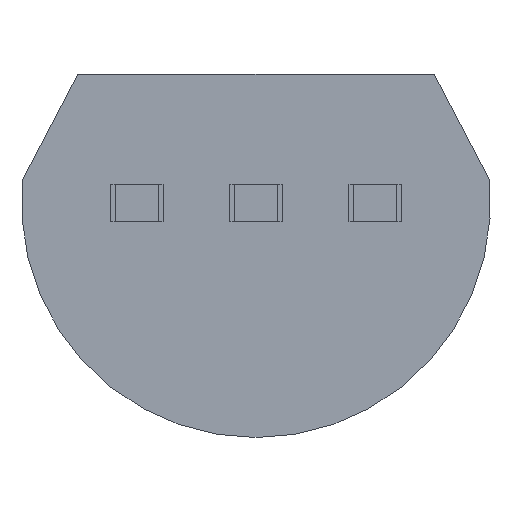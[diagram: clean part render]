
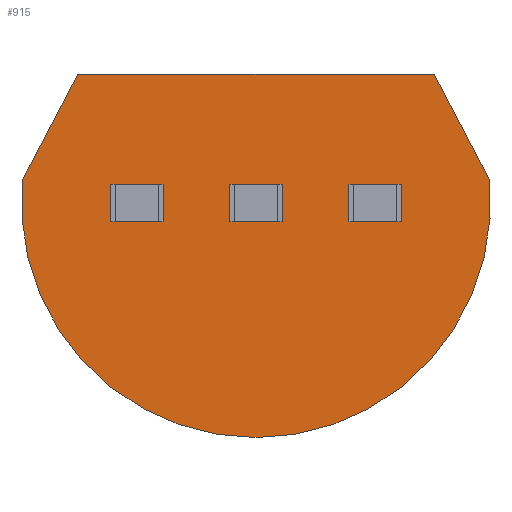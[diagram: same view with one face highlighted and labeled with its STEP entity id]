
A CAD part, front view. The second image highlights one B-rep face of the part: STEP entity #915.
In plain terms, the highlighted planar face has unit normal (0, -1, 0).
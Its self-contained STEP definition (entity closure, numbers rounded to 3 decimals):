
#65 = DIRECTION ( 'NONE',  ( -0.465, 0., -0.886 ) ) ;
#154 = CARTESIAN_POINT ( 'NONE',  ( 0., 3.5, 1.37 ) ) ;
#176 = AXIS2_PLACEMENT_3D ( 'NONE', #1873, #754, #1993 ) ;
#205 = CARTESIAN_POINT ( 'NONE',  ( -2.487, 3.5, 0.25 ) ) ;
#209 = CARTESIAN_POINT ( 'NONE',  ( 1.9, 3.5, 1.37 ) ) ;
#215 = VECTOR ( 'NONE', #65, 1000. ) ;
#352 = EDGE_CURVE ( 'NONE', #1914, #826, #1150, .T. ) ;
#386 = CIRCLE ( 'NONE', #1816, 2.5 ) ;
#417 = EDGE_CURVE ( 'NONE', #1647, #1677, #540, .T. ) ;
#483 = ORIENTED_EDGE ( 'NONE', *, *, #1569, .T. ) ;
#540 = CIRCLE ( 'NONE', #176, 2.5 ) ;
#604 = EDGE_LOOP ( 'NONE', ( #759, #856, #483, #1319, #706 ) ) ;
#642 = DIRECTION ( 'NONE',  ( 0., 0., -1. ) ) ;
#681 = DIRECTION ( 'NONE',  ( 0., 0., 1. ) ) ;
#706 = ORIENTED_EDGE ( 'NONE', *, *, #1481, .F. ) ;
#754 = DIRECTION ( 'NONE',  ( 0., 1., 0. ) ) ;
#759 = ORIENTED_EDGE ( 'NONE', *, *, #352, .F. ) ;
#826 = VERTEX_POINT ( 'NONE', #1284 ) ;
#856 = ORIENTED_EDGE ( 'NONE', *, *, #1945, .F. ) ;
#915 = ADVANCED_FACE ( 'NONE', ( #1601 ), #1012, .F. ) ;
#921 = CARTESIAN_POINT ( 'NONE',  ( 0., 3.5, 0. ) ) ;
#950 = DIRECTION ( 'NONE',  ( 1., 0., 0. ) ) ;
#1012 = PLANE ( 'NONE',  #1843 ) ;
#1070 = CARTESIAN_POINT ( 'NONE',  ( 1.9, 3.5, 1.37 ) ) ;
#1125 = LINE ( 'NONE', #205, #215 ) ;
#1137 = CARTESIAN_POINT ( 'NONE',  ( 0., 3.5, -2.5 ) ) ;
#1150 = LINE ( 'NONE', #209, #1872 ) ;
#1153 = VERTEX_POINT ( 'NONE', #1274 ) ;
#1175 = VECTOR ( 'NONE', #950, 1000. ) ;
#1217 = LINE ( 'NONE', #154, #1175 ) ;
#1274 = CARTESIAN_POINT ( 'NONE',  ( -1.9, 3.5, 1.37 ) ) ;
#1284 = CARTESIAN_POINT ( 'NONE',  ( 2.487, 3.5, 0.25 ) ) ;
#1319 = ORIENTED_EDGE ( 'NONE', *, *, #417, .F. ) ;
#1336 = DIRECTION ( 'NONE',  ( 0., 1., 0. ) ) ;
#1466 = DIRECTION ( 'NONE',  ( 0.465, 0., -0.886 ) ) ;
#1481 = EDGE_CURVE ( 'NONE', #826, #1647, #386, .T. ) ;
#1569 = EDGE_CURVE ( 'NONE', #1153, #1677, #1125, .T. ) ;
#1601 = FACE_OUTER_BOUND ( 'NONE', #604, .T. ) ;
#1605 = CARTESIAN_POINT ( 'NONE',  ( -2.487, 3.5, 0.25 ) ) ;
#1647 = VERTEX_POINT ( 'NONE', #1137 ) ;
#1677 = VERTEX_POINT ( 'NONE', #1605 ) ;
#1704 = DIRECTION ( 'NONE',  ( 0., 1., 0. ) ) ;
#1753 = CARTESIAN_POINT ( 'NONE',  ( 0., 3.5, 0. ) ) ;
#1816 = AXIS2_PLACEMENT_3D ( 'NONE', #921, #1704, #642 ) ;
#1843 = AXIS2_PLACEMENT_3D ( 'NONE', #1753, #1336, #681 ) ;
#1872 = VECTOR ( 'NONE', #1466, 1000. ) ;
#1873 = CARTESIAN_POINT ( 'NONE',  ( 0., 3.5, 0. ) ) ;
#1914 = VERTEX_POINT ( 'NONE', #1070 ) ;
#1945 = EDGE_CURVE ( 'NONE', #1153, #1914, #1217, .T. ) ;
#1993 = DIRECTION ( 'NONE',  ( 0., 0., -1. ) ) ;
